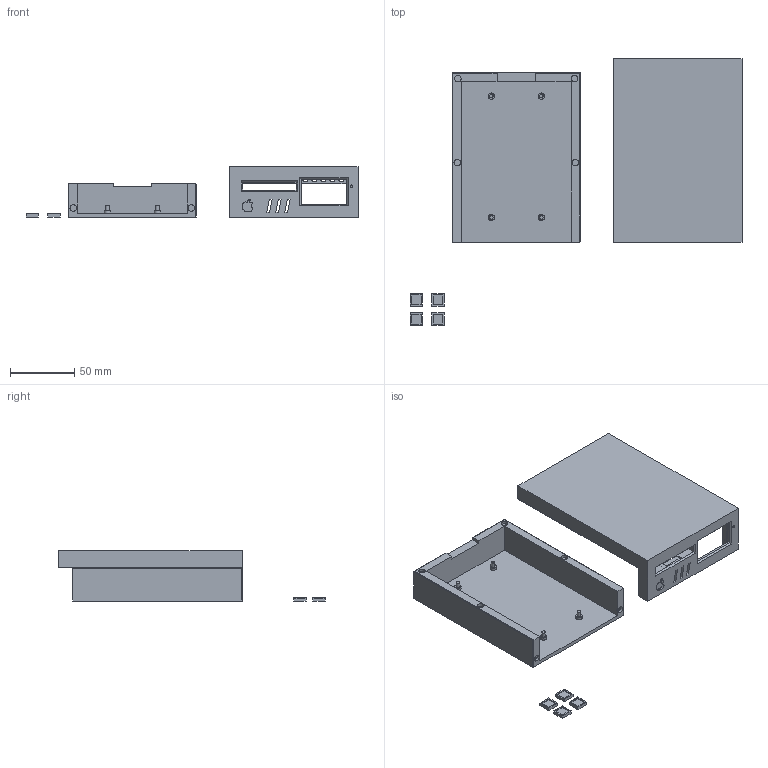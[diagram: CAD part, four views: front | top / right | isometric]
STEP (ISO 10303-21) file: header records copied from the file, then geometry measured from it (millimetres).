
FILE_DESCRIPTION(('HOOPS Exchange Step'),'2;1');
FILE_NAME('temp_export','2025-06-05T16:14:48-04:00',('mcbeav'),('Shapr3D Limited'),'HOOPS Exchange 2024.8','Shapr3D','Authorized');
FILE_SCHEMA( ('AP242_MANAGED_MODEL_BASED_3D_ENGINEERING_MIM_LF {1 0 10303 442 1 1 4}') );
Length unit declared in the file: millimetre
Products named in the file (2): Feet; root
Assembly tree (1 placements, depth 2):
  root
    Feet
Bounding box: 258.85 x 207.85 x 39 mm (x, y, z)
Volume: 171927 mm3; surface area: 93789 mm2
Topology: 6 solids, 6 shells, 328 faces, 858 edges, 572 vertices
Faces by surface type: plane 235, cylinder 67, bspline 26
Full cylindrical faces by diameter (mm): 2 x1, 2.8 x8, 3 x2, 5 x4, 5.1 x12
Entity records: 10532 total; most frequent: CARTESIAN_POINT 2358, ORIENTED_EDGE 1716, DIRECTION 1556, EDGE_CURVE 858, VECTOR 668, LINE 668, VERTEX_POINT 572, AXIS2_PLACEMENT_3D 444
